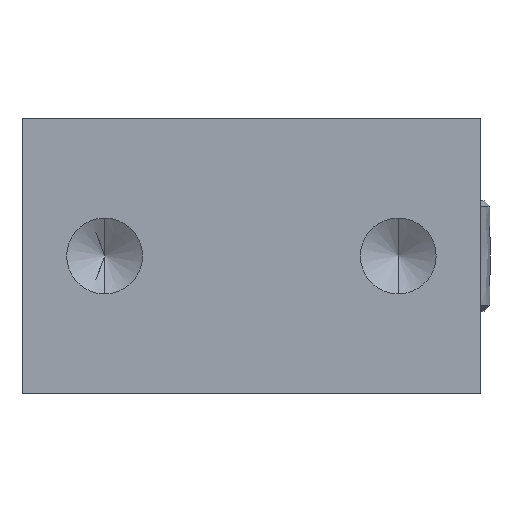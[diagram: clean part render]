
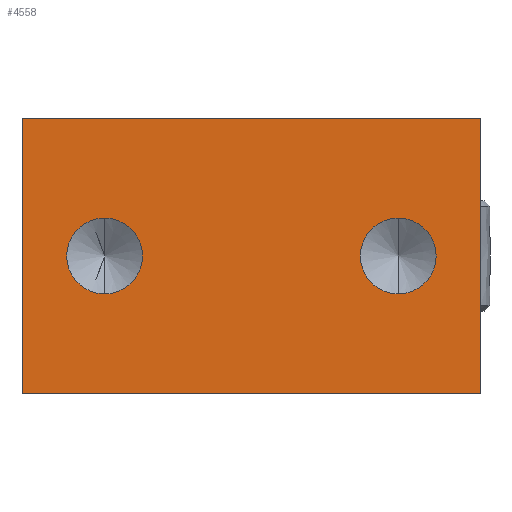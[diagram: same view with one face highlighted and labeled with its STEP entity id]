
A CAD part, left-side view. The second image highlights one B-rep face of the part: STEP entity #4558.
In plain terms, the highlighted planar face has unit normal (-1, 0, 0).
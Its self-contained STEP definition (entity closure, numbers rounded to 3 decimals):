
#7 = EDGE_LOOP ( 'NONE', ( #1748, #2206, #3212, #4072 ) ) ;
#30 = VERTEX_POINT ( 'NONE', #723 ) ;
#41 = VERTEX_POINT ( 'NONE', #768 ) ;
#158 = EDGE_LOOP ( 'NONE', ( #4735, #1157 ) ) ;
#210 = VERTEX_POINT ( 'NONE', #1722 ) ;
#311 = EDGE_CURVE ( 'NONE', #333, #210, #2446, .T. ) ;
#318 = VERTEX_POINT ( 'NONE', #2484 ) ;
#333 = VERTEX_POINT ( 'NONE', #2570 ) ;
#359 = EDGE_CURVE ( 'NONE', #30, #41, #2773, .T. ) ;
#563 = EDGE_CURVE ( 'NONE', #41, #30, #3906, .T. ) ;
#591 = CARTESIAN_POINT ( 'NONE',  ( 0., -12.5, -7.5 ) ) ;
#723 = CARTESIAN_POINT ( 'NONE',  ( 0., 5.933, 0. ) ) ;
#768 = CARTESIAN_POINT ( 'NONE',  ( 0., 10.067, 0. ) ) ;
#864 = LINE ( 'NONE', #865, #866 ) ;
#865 = CARTESIAN_POINT ( 'NONE',  ( 0., -12.5, -7.5 ) ) ;
#866 = VECTOR ( 'NONE', #867, 1000. ) ;
#867 = DIRECTION ( 'NONE',  ( 0., 0., 1. ) ) ;
#1085 = VERTEX_POINT ( 'NONE', #1460 ) ;
#1157 = ORIENTED_EDGE ( 'NONE', *, *, #359, .T. ) ;
#1376 = CIRCLE ( 'NONE', #1377, 2.067 ) ;
#1377 = AXIS2_PLACEMENT_3D ( 'NONE', #1378, #1379, #1380 ) ;
#1378 = CARTESIAN_POINT ( 'NONE',  ( 0., -8., 0. ) ) ;
#1379 = DIRECTION ( 'NONE',  ( 1., 0., 0. ) ) ;
#1380 = DIRECTION ( 'NONE',  ( 0., 0., 1. ) ) ;
#1460 = CARTESIAN_POINT ( 'NONE',  ( 0., -5.933, 0. ) ) ;
#1704 = CIRCLE ( 'NONE', #1705, 2.067 ) ;
#1705 = AXIS2_PLACEMENT_3D ( 'NONE', #1706, #1707, #1708 ) ;
#1706 = CARTESIAN_POINT ( 'NONE',  ( 0., -8., 0. ) ) ;
#1707 = DIRECTION ( 'NONE',  ( 1., 0., 0. ) ) ;
#1708 = DIRECTION ( 'NONE',  ( 0., 0., 1. ) ) ;
#1722 = CARTESIAN_POINT ( 'NONE',  ( 0., 12.5, 7.5 ) ) ;
#1748 = ORIENTED_EDGE ( 'NONE', *, *, #311, .T. ) ;
#2206 = ORIENTED_EDGE ( 'NONE', *, *, #2509, .T. ) ;
#2446 = LINE ( 'NONE', #2447, #2448 ) ;
#2447 = CARTESIAN_POINT ( 'NONE',  ( 0., -12.5, 7.5 ) ) ;
#2448 = VECTOR ( 'NONE', #2449, 1000. ) ;
#2449 = DIRECTION ( 'NONE',  ( 0., 1., 0. ) ) ;
#2484 = CARTESIAN_POINT ( 'NONE',  ( 0., -10.067, 0. ) ) ;
#2485 = LINE ( 'NONE', #2486, #2487 ) ;
#2486 = CARTESIAN_POINT ( 'NONE',  ( 0., 12.5, 7.5 ) ) ;
#2487 = VECTOR ( 'NONE', #2488, 1000. ) ;
#2488 = DIRECTION ( 'NONE',  ( 0., 0., -1. ) ) ;
#2509 = EDGE_CURVE ( 'NONE', #210, #2763, #2485, .T. ) ;
#2570 = CARTESIAN_POINT ( 'NONE',  ( 0., -12.5, 7.5 ) ) ;
#2651 = CARTESIAN_POINT ( 'NONE',  ( 0., 12.5, -7.5 ) ) ;
#2763 = VERTEX_POINT ( 'NONE', #2651 ) ;
#2773 = CIRCLE ( 'NONE', #2774, 2.067 ) ;
#2774 = AXIS2_PLACEMENT_3D ( 'NONE', #2775, #2776, #2777 ) ;
#2775 = CARTESIAN_POINT ( 'NONE',  ( 0., 8., 0. ) ) ;
#2776 = DIRECTION ( 'NONE',  ( 1., 0., 0. ) ) ;
#2777 = DIRECTION ( 'NONE',  ( 0., 0., 1. ) ) ;
#3189 = LINE ( 'NONE', #3190, #3191 ) ;
#3190 = CARTESIAN_POINT ( 'NONE',  ( 0., 12.5, -7.5 ) ) ;
#3191 = VECTOR ( 'NONE', #3196, 1000. ) ;
#3196 = DIRECTION ( 'NONE',  ( 0., -1., 0. ) ) ;
#3212 = ORIENTED_EDGE ( 'NONE', *, *, #3561, .T. ) ;
#3561 = EDGE_CURVE ( 'NONE', #2763, #3788, #3189, .T. ) ;
#3623 = FACE_BOUND ( 'NONE', #4170, .T. ) ;
#3624 = FACE_BOUND ( 'NONE', #158, .T. ) ;
#3625 = FACE_OUTER_BOUND ( 'NONE', #7, .T. ) ;
#3626 = PLANE ( 'NONE',  #3627 ) ;
#3627 = AXIS2_PLACEMENT_3D ( 'NONE', #3628, #3629, #3630 ) ;
#3628 = CARTESIAN_POINT ( 'NONE',  ( 0., -12.5, 0. ) ) ;
#3629 = DIRECTION ( 'NONE',  ( -1., 0., 0. ) ) ;
#3630 = DIRECTION ( 'NONE',  ( 0., 0., 1. ) ) ;
#3788 = VERTEX_POINT ( 'NONE', #591 ) ;
#3906 = CIRCLE ( 'NONE', #3907, 2.067 ) ;
#3907 = AXIS2_PLACEMENT_3D ( 'NONE', #3908, #3909, #3910 ) ;
#3908 = CARTESIAN_POINT ( 'NONE',  ( 0., 8., 0. ) ) ;
#3909 = DIRECTION ( 'NONE',  ( 1., 0., 0. ) ) ;
#3910 = DIRECTION ( 'NONE',  ( 0., 0., 1. ) ) ;
#4072 = ORIENTED_EDGE ( 'NONE', *, *, #4103, .T. ) ;
#4103 = EDGE_CURVE ( 'NONE', #3788, #333, #864, .T. ) ;
#4170 = EDGE_LOOP ( 'NONE', ( #4625, #4694 ) ) ;
#4274 = EDGE_CURVE ( 'NONE', #318, #1085, #1704, .T. ) ;
#4558 = ADVANCED_FACE ( 'NONE', ( #3623, #3624, #3625 ), #3626, .T. ) ;
#4625 = ORIENTED_EDGE ( 'NONE', *, *, #4651, .T. ) ;
#4651 = EDGE_CURVE ( 'NONE', #1085, #318, #1376, .T. ) ;
#4694 = ORIENTED_EDGE ( 'NONE', *, *, #4274, .T. ) ;
#4735 = ORIENTED_EDGE ( 'NONE', *, *, #563, .T. ) ;
